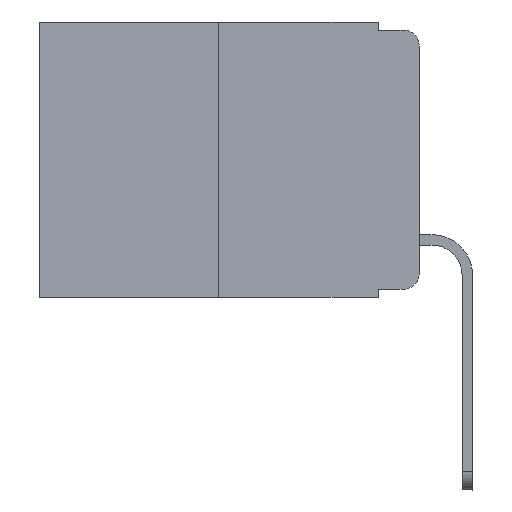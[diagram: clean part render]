
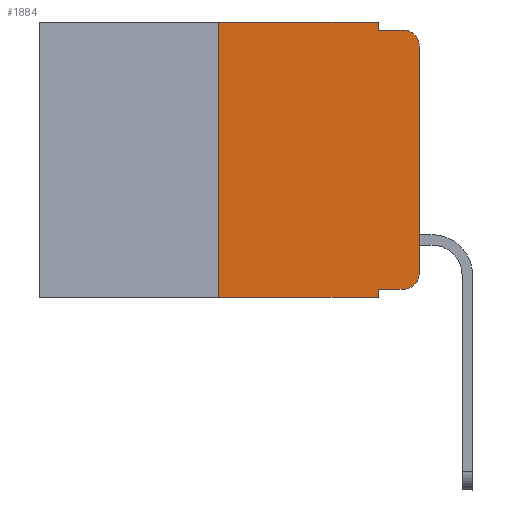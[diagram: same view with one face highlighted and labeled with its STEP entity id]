
A CAD part, left-side view. The second image highlights one B-rep face of the part: STEP entity #1884.
In plain terms, the highlighted planar face has unit normal (-1, 0, 0).
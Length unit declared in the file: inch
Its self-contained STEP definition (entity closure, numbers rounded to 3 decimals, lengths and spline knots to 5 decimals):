
#234 = CARTESIAN_POINT ( 'NONE',  ( 0., 0.051, 0. ) ) ;
#402 = EDGE_CURVE ( 'NONE', #10104, #3093, #1950, .T. ) ;
#713 = EDGE_CURVE ( 'NONE', #5840, #4543, #2196, .T. ) ;
#1216 = CARTESIAN_POINT ( 'NONE',  ( 0., 0.051, 0. ) ) ;
#1275 = VECTOR ( 'NONE', #2543, 39.37008 ) ;
#1365 = CARTESIAN_POINT ( 'NONE',  ( 0., 0.473, 0. ) ) ;
#1884 = ADVANCED_FACE ( 'NONE', ( #10103 ), #8642, .F. ) ;
#1950 = CIRCLE ( 'NONE', #3509, 0.02 ) ;
#2196 = LINE ( 'NONE', #16954, #2613 ) ;
#2517 = DIRECTION ( 'NONE',  ( 1., 0., 0. ) ) ;
#2543 = DIRECTION ( 'NONE',  ( 0., -1., 0. ) ) ;
#2613 = VECTOR ( 'NONE', #12221, 39.37008 ) ;
#3093 = VERTEX_POINT ( 'NONE', #3899 ) ;
#3183 = CARTESIAN_POINT ( 'NONE',  ( 0., 0.25, -0.343 ) ) ;
#3276 = CARTESIAN_POINT ( 'NONE',  ( 0., 0.051, 0. ) ) ;
#3303 = VECTOR ( 'NONE', #15521, 39.37008 ) ;
#3444 = VERTEX_POINT ( 'NONE', #15777 ) ;
#3509 = AXIS2_PLACEMENT_3D ( 'NONE', #9897, #19126, #10090 ) ;
#3899 = CARTESIAN_POINT ( 'NONE',  ( 0., 0., -0.313 ) ) ;
#3988 = CARTESIAN_POINT ( 'NONE',  ( 0., 0.473, 0. ) ) ;
#4468 = EDGE_LOOP ( 'NONE', ( #17534, #4892, #14674, #15923, #15383, #19182, #14772, #9000, #17789, #13510 ) ) ;
#4543 = VERTEX_POINT ( 'NONE', #18058 ) ;
#4892 = ORIENTED_EDGE ( 'NONE', *, *, #9042, .T. ) ;
#5114 = CIRCLE ( 'NONE', #15940, 0.02 ) ;
#5293 = VERTEX_POINT ( 'NONE', #17216 ) ;
#5337 = DIRECTION ( 'NONE',  ( 0., -1., 0. ) ) ;
#5651 = LINE ( 'NONE', #1365, #10554 ) ;
#5790 = EDGE_CURVE ( 'NONE', #8142, #3444, #9207, .T. ) ;
#5840 = VERTEX_POINT ( 'NONE', #3183 ) ;
#5886 = VERTEX_POINT ( 'NONE', #234 ) ;
#6473 = DIRECTION ( 'NONE',  ( 0., -1., 0. ) ) ;
#6782 = CARTESIAN_POINT ( 'NONE',  ( 0., 0.02, -0.03 ) ) ;
#6893 = VECTOR ( 'NONE', #5337, 39.37008 ) ;
#6981 = DIRECTION ( 'NONE',  ( 0., 0., -1. ) ) ;
#7647 = VERTEX_POINT ( 'NONE', #8682 ) ;
#7667 = VERTEX_POINT ( 'NONE', #12955 ) ;
#8142 = VERTEX_POINT ( 'NONE', #14766 ) ;
#8364 = DIRECTION ( 'NONE',  ( 0., -1., 0. ) ) ;
#8642 = PLANE ( 'NONE',  #12047 ) ;
#8682 = CARTESIAN_POINT ( 'NONE',  ( 0., 0.051, -0.333 ) ) ;
#8938 = EDGE_CURVE ( 'NONE', #5886, #8142, #14524, .T. ) ;
#9000 = ORIENTED_EDGE ( 'NONE', *, *, #17700, .F. ) ;
#9042 = EDGE_CURVE ( 'NONE', #5293, #3444, #5114, .T. ) ;
#9207 = LINE ( 'NONE', #12314, #17399 ) ;
#9393 = DIRECTION ( 'NONE',  ( 0., 0., -1. ) ) ;
#9580 = LINE ( 'NONE', #3276, #11670 ) ;
#9629 = CARTESIAN_POINT ( 'NONE',  ( 0., 0., 0. ) ) ;
#9897 = CARTESIAN_POINT ( 'NONE',  ( 0., 0.02, -0.313 ) ) ;
#10090 = DIRECTION ( 'NONE',  ( 0., 0., -1. ) ) ;
#10103 = FACE_OUTER_BOUND ( 'NONE', #4468, .T. ) ;
#10104 = VERTEX_POINT ( 'NONE', #13530 ) ;
#10360 = EDGE_CURVE ( 'NONE', #4543, #5886, #5651, .T. ) ;
#10554 = VECTOR ( 'NONE', #8364, 39.37008 ) ;
#11083 = CARTESIAN_POINT ( 'NONE',  ( 0., 0.473, -0.343 ) ) ;
#11632 = EDGE_CURVE ( 'NONE', #7647, #10104, #16114, .T. ) ;
#11670 = VECTOR ( 'NONE', #9393, 39.37008 ) ;
#12047 = AXIS2_PLACEMENT_3D ( 'NONE', #3988, #2517, #14368 ) ;
#12221 = DIRECTION ( 'NONE',  ( 0., 0., 1. ) ) ;
#12314 = CARTESIAN_POINT ( 'NONE',  ( 0., 0.051, -0.01 ) ) ;
#12852 = VECTOR ( 'NONE', #6981, 39.37008 ) ;
#12955 = CARTESIAN_POINT ( 'NONE',  ( 0., 0.051, -0.343 ) ) ;
#13510 = ORIENTED_EDGE ( 'NONE', *, *, #402, .T. ) ;
#13530 = CARTESIAN_POINT ( 'NONE',  ( 0., 0.02, -0.333 ) ) ;
#14049 = EDGE_CURVE ( 'NONE', #5840, #7667, #17174, .T. ) ;
#14257 = DIRECTION ( 'NONE',  ( 0., 0., -1. ) ) ;
#14368 = DIRECTION ( 'NONE',  ( 0., 0., -1. ) ) ;
#14524 = LINE ( 'NONE', #1216, #12852 ) ;
#14674 = ORIENTED_EDGE ( 'NONE', *, *, #5790, .F. ) ;
#14766 = CARTESIAN_POINT ( 'NONE',  ( 0., 0.051, -0.01 ) ) ;
#14772 = ORIENTED_EDGE ( 'NONE', *, *, #14049, .T. ) ;
#15383 = ORIENTED_EDGE ( 'NONE', *, *, #10360, .F. ) ;
#15521 = DIRECTION ( 'NONE',  ( 0., 0., 1. ) ) ;
#15697 = DIRECTION ( 'NONE',  ( -1., 0., 0. ) ) ;
#15777 = CARTESIAN_POINT ( 'NONE',  ( 0., 0.02, -0.01 ) ) ;
#15923 = ORIENTED_EDGE ( 'NONE', *, *, #8938, .F. ) ;
#15940 = AXIS2_PLACEMENT_3D ( 'NONE', #6782, #15697, #14257 ) ;
#16114 = LINE ( 'NONE', #16216, #1275 ) ;
#16216 = CARTESIAN_POINT ( 'NONE',  ( 0., 0.051, -0.333 ) ) ;
#16954 = CARTESIAN_POINT ( 'NONE',  ( 0., 0.25, 0. ) ) ;
#16996 = LINE ( 'NONE', #9629, #3303 ) ;
#17174 = LINE ( 'NONE', #11083, #6893 ) ;
#17216 = CARTESIAN_POINT ( 'NONE',  ( 0., 0., -0.03 ) ) ;
#17399 = VECTOR ( 'NONE', #6473, 39.37008 ) ;
#17534 = ORIENTED_EDGE ( 'NONE', *, *, #18157, .T. ) ;
#17700 = EDGE_CURVE ( 'NONE', #7647, #7667, #9580, .T. ) ;
#17789 = ORIENTED_EDGE ( 'NONE', *, *, #11632, .T. ) ;
#18058 = CARTESIAN_POINT ( 'NONE',  ( 0., 0.25, 0. ) ) ;
#18157 = EDGE_CURVE ( 'NONE', #3093, #5293, #16996, .T. ) ;
#19126 = DIRECTION ( 'NONE',  ( -1., 0., 0. ) ) ;
#19182 = ORIENTED_EDGE ( 'NONE', *, *, #713, .F. ) ;
